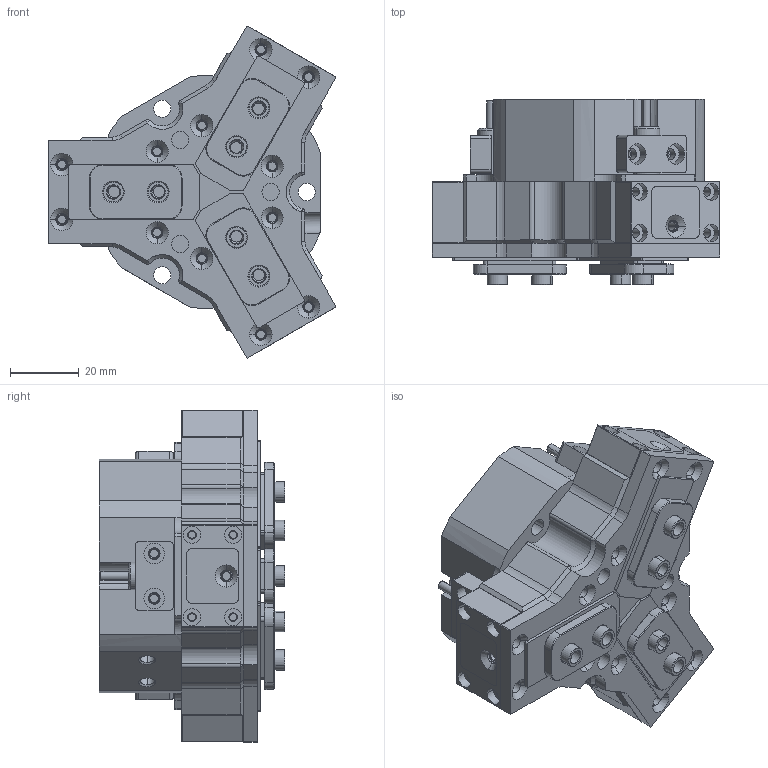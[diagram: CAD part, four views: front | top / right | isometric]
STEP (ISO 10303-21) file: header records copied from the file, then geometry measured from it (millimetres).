
FILE_DESCRIPTION (( 'STEP AP203' ), '1' );
FILE_NAME ('TZ42-76-P-NO.STEP', '2024-12-02T06:20:00', ( 'USER-' ), ( 'Microsoft' ), 'SwSTEP 2.0', 'SolidWorks 2018', '' );
FILE_SCHEMA (( 'CONFIG_CONTROL_DESIGN' ));
Length unit declared in the file: millimetre
Products named in the file (29): TZ42-76-褲极; TZ42-76滅鳥.sldasm-Part-1; 8-18換覜ん; TZ42-76滅鳥.sldasm-Part-36; TZ42-76-P-NO; TZ42-76滅鳥.sldasm-Part-31; TZ42-76滅鳥.sldasm-Part-25; TZ42-76滅鳥.sldasm-Part-30; TZ42-76滅鳥.sldasm-Part-27; TZ42-76滅鳥.sldasm-Part-6; 羲壽揤极; 揤輸蚾饜极; TZ42-76.sldasm-Part-7; 12x8-R2; TZ42-76-NC; TZ42-76滅鳥.sldasm-Part-24; 揤輸杅耀.sldasm-Part-9; TZ42-76滅鳥.sldasm-Part-3; TZ42-76滅鳥.sldasm-Part-35; TZ42-76滅鳥.sldasm-Part-34; TZ42-76滅鳥.sldasm-Part-4; TZ42-76滅鳥.sldasm-Part-33; 埴翐芛_GB_FASTENER_SCREWS_HSHCS M2X8-N; TZ42-76滅鳥.sldasm-Part-29; 8-18換覜ん-1; 羲壽揤极13-1; TZ42-76滅鳥.sldasm-Part-5; TZ42-76滅鳥.sldasm-Part-32; TZ42-76滅鳥.sldasm-Part-2
Assembly tree (43 placements, depth 4):
  TZ42-76-P-NO
    TZ42-76滅鳥.sldasm-Part-1
    TZ42-76滅鳥.sldasm-Part-2
    TZ42-76滅鳥.sldasm-Part-3
    TZ42-76滅鳥.sldasm-Part-4  x7
    TZ42-76滅鳥.sldasm-Part-5
    TZ42-76滅鳥.sldasm-Part-6
    TZ42-76-NC
      TZ42-76-褲极
      TZ42-76.sldasm-Part-7  x3
      8-18換覜ん-1  x2
      羲壽揤极13-1  x2
      12x8-R2
      揤輸蚾饜极  x3
        揤輸杅耀.sldasm-Part-9
        埴翐芛_GB_FASTENER_SCREWS_HSHCS M2X8-N
      羲壽揤极
      8-18換覜ん
    TZ42-76滅鳥.sldasm-Part-24
    TZ42-76滅鳥.sldasm-Part-25
    TZ42-76滅鳥.sldasm-Part-27
    TZ42-76滅鳥.sldasm-Part-29  x3
    TZ42-76滅鳥.sldasm-Part-30
    TZ42-76滅鳥.sldasm-Part-31
    TZ42-76滅鳥.sldasm-Part-32
    TZ42-76滅鳥.sldasm-Part-33
    TZ42-76滅鳥.sldasm-Part-34
    TZ42-76滅鳥.sldasm-Part-35
    TZ42-76滅鳥.sldasm-Part-36
Bounding box: 83.77 x 54 x 96.64 mm (x, y, z)
Volume: 163596.5 mm3; surface area: 70198.3 mm2
Topology: 45 solids, 45 shells, 2125 faces, 5342 edges, 3417 vertices
Faces by surface type: plane 975, cylinder 650, cone 333, bspline 155, torus 12
Entity records: 55174 total; most frequent: CARTESIAN_POINT 14462, ORIENTED_EDGE 7782, DIRECTION 7604, EDGE_CURVE 3891, AXIS2_PLACEMENT_3D 2614, VERTEX_POINT 2506, VECTOR 2376, LINE 2376
